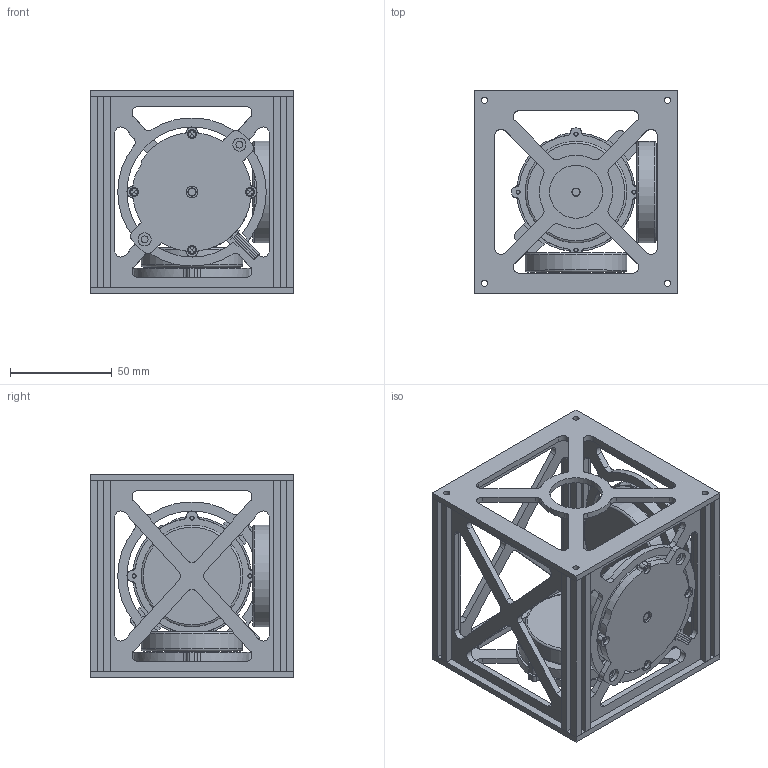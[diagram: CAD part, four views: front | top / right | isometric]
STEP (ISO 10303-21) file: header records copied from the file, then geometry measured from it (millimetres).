
FILE_DESCRIPTION(/* description */ (''),/* implementation_level */ '2;1');
FILE_NAME(/* name */ 'JoJo_Candiadate_2.step',/* time_stamp */ '2025-11-05T17:10:31-05:00',/* author */ (''),/* organization */ (''),/* preprocessor_version */ 'ST-DEVELOPER v20.1',/* originating_system */ 'Autodesk Translation Framework v14.17.0.0',/* authorisation */ '');
FILE_SCHEMA (('AUTOMOTIVE_DESIGN { 1 0 10303 214 3 1 1 }'));
Length unit declared in the file: millimetre
Products named in the file (2): Flywheel Sat Sliding Plate Mockup; 24HR04-1004S
Assembly tree (3 placements, depth 2):
  Flywheel Sat Sliding Plate Mockup
    24HR04-1004S  x3
Bounding box: 100 x 100 x 100 mm (x, y, z)
Volume: 224495.7 mm3; surface area: 136839 mm2
Topology: 16 solids, 16 shells, 1239 faces, 3327 edges, 2201 vertices
Faces by surface type: cylinder 596, plane 583, bspline 48, cone 6, torus 6
Full cylindrical faces by diameter (mm): 0.9 x12, 1.656 x96, 2 x108, 3 x12, 3.4 x24, 4 x9, 4.4 x12, 5.7 x3, 6 x3, 6.4 x6, 26 x1, 50 x3, 56.45 x3
Entity records: 25414 total; most frequent: CARTESIAN_POINT 9206, ORIENTED_EDGE 3446, DIRECTION 3224, EDGE_CURVE 1723, VERTEX_POINT 1143, LINE 1098, VECTOR 1098, AXIS2_PLACEMENT_3D 1063
